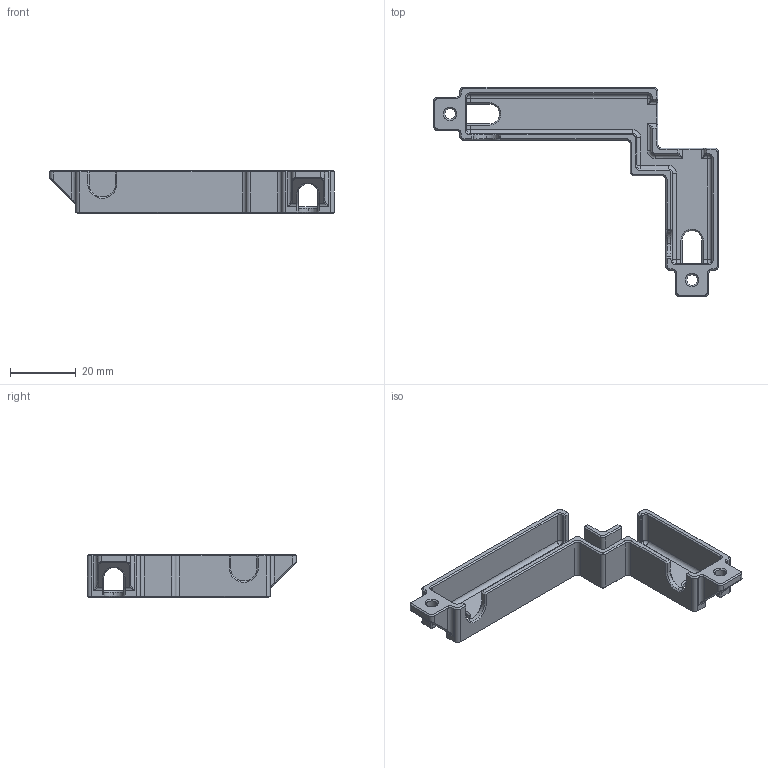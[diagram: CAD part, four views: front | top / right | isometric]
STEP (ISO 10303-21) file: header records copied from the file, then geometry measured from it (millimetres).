
FILE_DESCRIPTION (( 'STEP AP214' ), '1' );
FILE_NAME ('Top_Corner_A.STEP', '2023-01-22T00:45:12', ( '' ), ( '' ), 'SwSTEP 2.0', 'SolidWorks 2023', '' );
FILE_SCHEMA (( 'AUTOMOTIVE_DESIGN' ));
Length unit declared in the file: millimetre
Products named in the file (1): Top_Corner_A
Bounding box: 86.4 x 63.4 x 13 mm (x, y, z)
Volume: 8728.4 mm3; surface area: 8956.2 mm2
Topology: 1 solids, 1 shells, 374 faces, 879 edges, 486 vertices
Faces by surface type: plane 198, cone 77, cylinder 69, bspline 20, sphere 7, torus 3
Entity records: 12491 total; most frequent: CARTESIAN_POINT 4177, ORIENTED_EDGE 1728, DIRECTION 1702, EDGE_CURVE 864, VECTOR 584, LINE 584, AXIS2_PLACEMENT_3D 559, VERTEX_POINT 486
